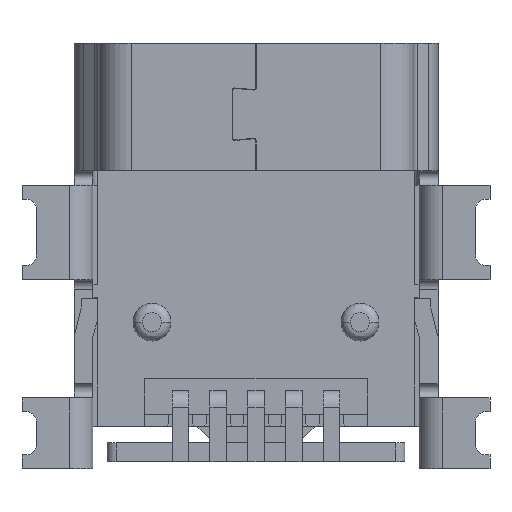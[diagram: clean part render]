
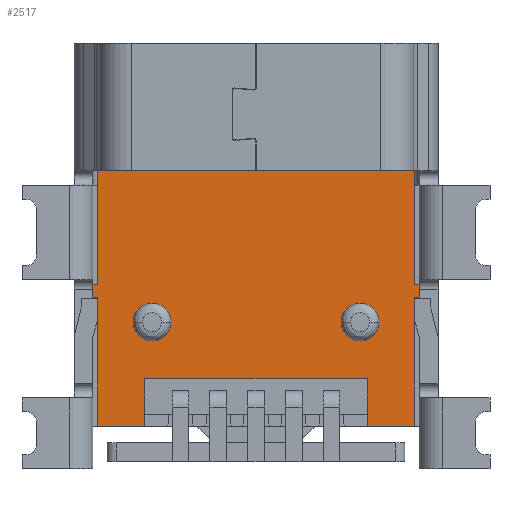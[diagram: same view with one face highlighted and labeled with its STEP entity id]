
A CAD part, front view. The second image highlights one B-rep face of the part: STEP entity #2517.
In plain terms, the highlighted planar face has unit normal (0, -1, 0).
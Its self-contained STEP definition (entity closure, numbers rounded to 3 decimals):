
#1939 = VERTEX_POINT('',#1940);
#1940 = CARTESIAN_POINT('',(3.35,-2.05,-2.7));
#1946 = EDGE_CURVE('',#1947,#1939,#1949,.T.);
#1947 = VERTEX_POINT('',#1948);
#1948 = CARTESIAN_POINT('',(-3.35,-2.05,-2.7));
#1949 = LINE('',#1950,#1951);
#1950 = CARTESIAN_POINT('',(-3.35,-2.05,-2.7));
#1951 = VECTOR('',#1952,1.);
#1952 = DIRECTION('',(1.,0.,0.));
#2146 = EDGE_CURVE('',#2147,#1947,#2149,.T.);
#2147 = VERTEX_POINT('',#2148);
#2148 = CARTESIAN_POINT('',(-3.35,-2.05,-5.1));
#2149 = LINE('',#2150,#2151);
#2150 = CARTESIAN_POINT('',(-3.35,-2.05,-5.1));
#2151 = VECTOR('',#2152,1.);
#2152 = DIRECTION('',(0.,0.,1.));
#2517 = ADVANCED_FACE('',(#2518,#2632,#2652),#2672,.T.);
#2518 = FACE_BOUND('',#2519,.F.);
#2519 = EDGE_LOOP('',(#2520,#2530,#2538,#2546,#2554,#2562,#2568,#2569,
    #2570,#2578,#2586,#2594,#2602,#2610,#2618,#2626));
#2520 = ORIENTED_EDGE('',*,*,#2521,.F.);
#2521 = EDGE_CURVE('',#2522,#2524,#2526,.T.);
#2522 = VERTEX_POINT('',#2523);
#2523 = CARTESIAN_POINT('',(-2.35,-2.05,-8.1));
#2524 = VERTEX_POINT('',#2525);
#2525 = CARTESIAN_POINT('',(-2.35,-2.05,-7.1));
#2526 = LINE('',#2527,#2528);
#2527 = CARTESIAN_POINT('',(-2.35,-2.05,-8.1));
#2528 = VECTOR('',#2529,1.);
#2529 = DIRECTION('',(0.,0.,1.));
#2530 = ORIENTED_EDGE('',*,*,#2531,.T.);
#2531 = EDGE_CURVE('',#2522,#2532,#2534,.T.);
#2532 = VERTEX_POINT('',#2533);
#2533 = CARTESIAN_POINT('',(-3.35,-2.05,-8.1));
#2534 = LINE('',#2535,#2536);
#2535 = CARTESIAN_POINT('',(-2.35,-2.05,-8.1));
#2536 = VECTOR('',#2537,1.);
#2537 = DIRECTION('',(-1.,0.,0.));
#2538 = ORIENTED_EDGE('',*,*,#2539,.T.);
#2539 = EDGE_CURVE('',#2532,#2540,#2542,.T.);
#2540 = VERTEX_POINT('',#2541);
#2541 = CARTESIAN_POINT('',(-3.35,-2.05,-5.38));
#2542 = LINE('',#2543,#2544);
#2543 = CARTESIAN_POINT('',(-3.35,-2.05,-8.1));
#2544 = VECTOR('',#2545,1.);
#2545 = DIRECTION('',(0.,0.,1.));
#2546 = ORIENTED_EDGE('',*,*,#2547,.T.);
#2547 = EDGE_CURVE('',#2540,#2548,#2550,.T.);
#2548 = VERTEX_POINT('',#2549);
#2549 = CARTESIAN_POINT('',(-3.45,-2.05,-5.38));
#2550 = LINE('',#2551,#2552);
#2551 = CARTESIAN_POINT('',(-3.35,-2.05,-5.38));
#2552 = VECTOR('',#2553,1.);
#2553 = DIRECTION('',(-1.,0.,0.));
#2554 = ORIENTED_EDGE('',*,*,#2555,.T.);
#2555 = EDGE_CURVE('',#2548,#2556,#2558,.T.);
#2556 = VERTEX_POINT('',#2557);
#2557 = CARTESIAN_POINT('',(-3.45,-2.05,-5.1));
#2558 = LINE('',#2559,#2560);
#2559 = CARTESIAN_POINT('',(-3.45,-2.05,-5.38));
#2560 = VECTOR('',#2561,1.);
#2561 = DIRECTION('',(0.,0.,1.));
#2562 = ORIENTED_EDGE('',*,*,#2563,.T.);
#2563 = EDGE_CURVE('',#2556,#2147,#2564,.T.);
#2564 = LINE('',#2565,#2566);
#2565 = CARTESIAN_POINT('',(-3.45,-2.05,-5.1));
#2566 = VECTOR('',#2567,1.);
#2567 = DIRECTION('',(1.,0.,0.));
#2568 = ORIENTED_EDGE('',*,*,#2146,.T.);
#2569 = ORIENTED_EDGE('',*,*,#1946,.T.);
#2570 = ORIENTED_EDGE('',*,*,#2571,.F.);
#2571 = EDGE_CURVE('',#2572,#1939,#2574,.T.);
#2572 = VERTEX_POINT('',#2573);
#2573 = CARTESIAN_POINT('',(3.35,-2.05,-5.1));
#2574 = LINE('',#2575,#2576);
#2575 = CARTESIAN_POINT('',(3.35,-2.05,-5.1));
#2576 = VECTOR('',#2577,1.);
#2577 = DIRECTION('',(0.,0.,1.));
#2578 = ORIENTED_EDGE('',*,*,#2579,.T.);
#2579 = EDGE_CURVE('',#2572,#2580,#2582,.T.);
#2580 = VERTEX_POINT('',#2581);
#2581 = CARTESIAN_POINT('',(3.45,-2.05,-5.1));
#2582 = LINE('',#2583,#2584);
#2583 = CARTESIAN_POINT('',(3.35,-2.05,-5.1));
#2584 = VECTOR('',#2585,1.);
#2585 = DIRECTION('',(1.,0.,0.));
#2586 = ORIENTED_EDGE('',*,*,#2587,.F.);
#2587 = EDGE_CURVE('',#2588,#2580,#2590,.T.);
#2588 = VERTEX_POINT('',#2589);
#2589 = CARTESIAN_POINT('',(3.45,-2.05,-5.38));
#2590 = LINE('',#2591,#2592);
#2591 = CARTESIAN_POINT('',(3.45,-2.05,-5.38));
#2592 = VECTOR('',#2593,1.);
#2593 = DIRECTION('',(0.,0.,1.));
#2594 = ORIENTED_EDGE('',*,*,#2595,.T.);
#2595 = EDGE_CURVE('',#2588,#2596,#2598,.T.);
#2596 = VERTEX_POINT('',#2597);
#2597 = CARTESIAN_POINT('',(3.35,-2.05,-5.38));
#2598 = LINE('',#2599,#2600);
#2599 = CARTESIAN_POINT('',(3.45,-2.05,-5.38));
#2600 = VECTOR('',#2601,1.);
#2601 = DIRECTION('',(-1.,0.,0.));
#2602 = ORIENTED_EDGE('',*,*,#2603,.F.);
#2603 = EDGE_CURVE('',#2604,#2596,#2606,.T.);
#2604 = VERTEX_POINT('',#2605);
#2605 = CARTESIAN_POINT('',(3.35,-2.05,-8.1));
#2606 = LINE('',#2607,#2608);
#2607 = CARTESIAN_POINT('',(3.35,-2.05,-8.1));
#2608 = VECTOR('',#2609,1.);
#2609 = DIRECTION('',(0.,0.,1.));
#2610 = ORIENTED_EDGE('',*,*,#2611,.T.);
#2611 = EDGE_CURVE('',#2604,#2612,#2614,.T.);
#2612 = VERTEX_POINT('',#2613);
#2613 = CARTESIAN_POINT('',(2.35,-2.05,-8.1));
#2614 = LINE('',#2615,#2616);
#2615 = CARTESIAN_POINT('',(3.35,-2.05,-8.1));
#2616 = VECTOR('',#2617,1.);
#2617 = DIRECTION('',(-1.,0.,0.));
#2618 = ORIENTED_EDGE('',*,*,#2619,.F.);
#2619 = EDGE_CURVE('',#2620,#2612,#2622,.T.);
#2620 = VERTEX_POINT('',#2621);
#2621 = CARTESIAN_POINT('',(2.35,-2.05,-7.1));
#2622 = LINE('',#2623,#2624);
#2623 = CARTESIAN_POINT('',(2.35,-2.05,-7.1));
#2624 = VECTOR('',#2625,1.);
#2625 = DIRECTION('',(0.,0.,-1.));
#2626 = ORIENTED_EDGE('',*,*,#2627,.F.);
#2627 = EDGE_CURVE('',#2524,#2620,#2628,.T.);
#2628 = LINE('',#2629,#2630);
#2629 = CARTESIAN_POINT('',(-2.35,-2.05,-7.1));
#2630 = VECTOR('',#2631,1.);
#2631 = DIRECTION('',(1.,0.,0.));
#2632 = FACE_BOUND('',#2633,.F.);
#2633 = EDGE_LOOP('',(#2634,#2645));
#2634 = ORIENTED_EDGE('',*,*,#2635,.T.);
#2635 = EDGE_CURVE('',#2636,#2638,#2640,.T.);
#2636 = VERTEX_POINT('',#2637);
#2637 = CARTESIAN_POINT('',(2.6,-2.05,-5.9));
#2638 = VERTEX_POINT('',#2639);
#2639 = CARTESIAN_POINT('',(1.8,-2.05,-5.9));
#2640 = CIRCLE('',#2641,0.4);
#2641 = AXIS2_PLACEMENT_3D('',#2642,#2643,#2644);
#2642 = CARTESIAN_POINT('',(2.2,-2.05,-5.9));
#2643 = DIRECTION('',(0.,-1.,0.));
#2644 = DIRECTION('',(1.,0.,0.));
#2645 = ORIENTED_EDGE('',*,*,#2646,.T.);
#2646 = EDGE_CURVE('',#2638,#2636,#2647,.T.);
#2647 = CIRCLE('',#2648,0.4);
#2648 = AXIS2_PLACEMENT_3D('',#2649,#2650,#2651);
#2649 = CARTESIAN_POINT('',(2.2,-2.05,-5.9));
#2650 = DIRECTION('',(0.,-1.,0.));
#2651 = DIRECTION('',(-1.,0.,0.));
#2652 = FACE_BOUND('',#2653,.F.);
#2653 = EDGE_LOOP('',(#2654,#2665));
#2654 = ORIENTED_EDGE('',*,*,#2655,.F.);
#2655 = EDGE_CURVE('',#2656,#2658,#2660,.T.);
#2656 = VERTEX_POINT('',#2657);
#2657 = CARTESIAN_POINT('',(-2.6,-2.05,-5.9));
#2658 = VERTEX_POINT('',#2659);
#2659 = CARTESIAN_POINT('',(-1.8,-2.05,-5.9));
#2660 = CIRCLE('',#2661,0.4);
#2661 = AXIS2_PLACEMENT_3D('',#2662,#2663,#2664);
#2662 = CARTESIAN_POINT('',(-2.2,-2.05,-5.9));
#2663 = DIRECTION('',(0.,1.,0.));
#2664 = DIRECTION('',(-1.,0.,0.));
#2665 = ORIENTED_EDGE('',*,*,#2666,.F.);
#2666 = EDGE_CURVE('',#2658,#2656,#2667,.T.);
#2667 = CIRCLE('',#2668,0.4);
#2668 = AXIS2_PLACEMENT_3D('',#2669,#2670,#2671);
#2669 = CARTESIAN_POINT('',(-2.2,-2.05,-5.9));
#2670 = DIRECTION('',(0.,1.,0.));
#2671 = DIRECTION('',(1.,0.,0.));
#2672 = PLANE('',#2673);
#2673 = AXIS2_PLACEMENT_3D('',#2674,#2675,#2676);
#2674 = CARTESIAN_POINT('',(3.85,-2.05,-2.9));
#2675 = DIRECTION('',(0.,-1.,0.));
#2676 = DIRECTION('',(-1.,0.,0.));
